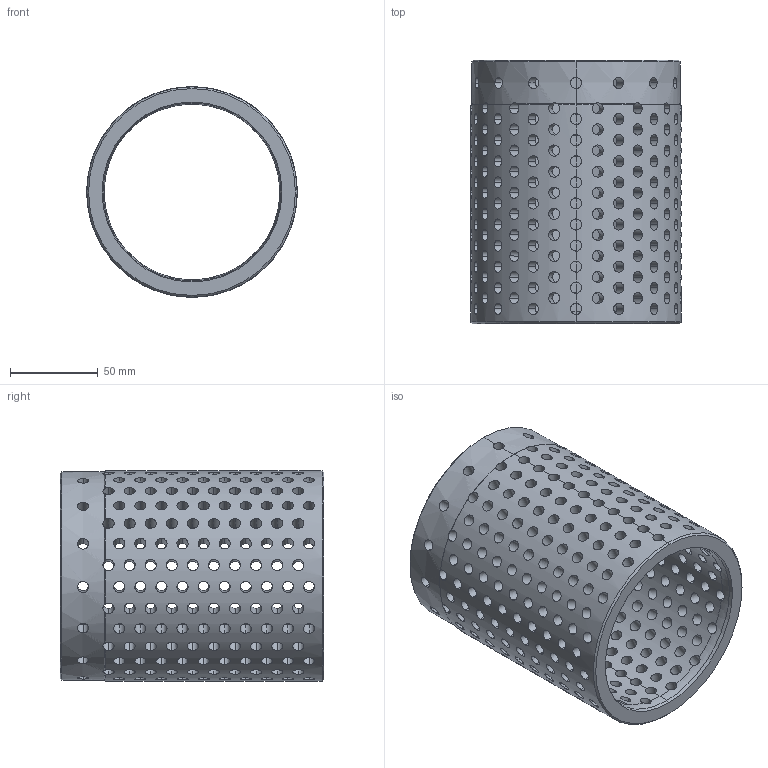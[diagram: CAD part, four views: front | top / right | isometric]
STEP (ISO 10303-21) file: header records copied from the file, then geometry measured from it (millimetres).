
FILE_DESCRIPTION (( 'STEP AP214' ), '1' );
FILE_NAME ('BBW BBF-D100-L150.STEP', '2021-10-14T03:41:38', ( '' ), ( '' ), 'SwSTEP 2.0', 'SolidWorks 2016', '' );
FILE_SCHEMA (( 'AUTOMOTIVE_DESIGN' ));
Length unit declared in the file: millimetre
Products named in the file (2): BBW BBF-D100-L150
Bounding box: 119.72 x 150 x 119.72 mm (x, y, z)
Volume: 405309.7 mm3; surface area: 150869.8 mm2
Topology: 1 solids, 1 shells, 663 faces, 2184 edges, 1453 vertices
Faces by surface type: cylinder 636, cone 21, torus 4, plane 2
Entity records: 62283 total; most frequent: CARTESIAN_POINT 44706, ORIENTED_EDGE 4368, EDGE_CURVE 2184, DIRECTION 2148, VERTEX_POINT 1453, B_SPLINE_CURVE_WITH_KNOTS 1434, EDGE_LOOP 1225, AXIS2_PLACEMENT_3D 733
